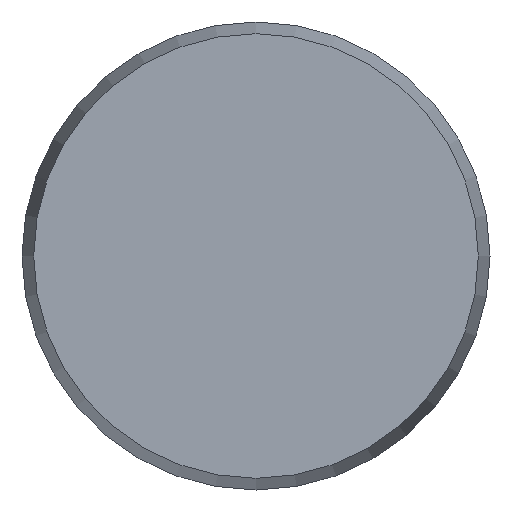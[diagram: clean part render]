
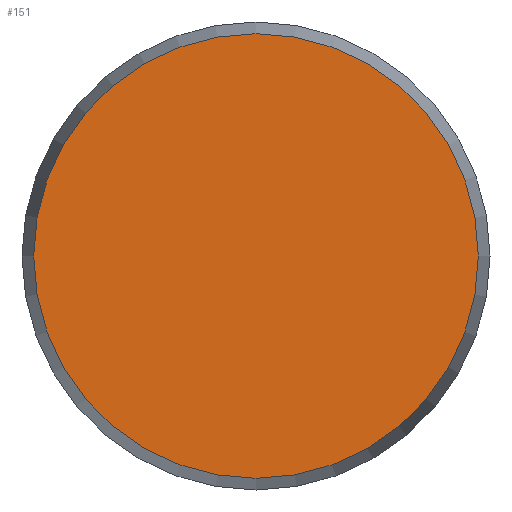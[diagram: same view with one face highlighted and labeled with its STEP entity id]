
A CAD part, front view. The second image highlights one B-rep face of the part: STEP entity #151.
In plain terms, the highlighted planar face has unit normal (0, -1, 0).
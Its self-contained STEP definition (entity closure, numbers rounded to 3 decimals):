
#151 = ADVANCED_FACE( '', ( #314 ), #315, .F. );
#314 = FACE_OUTER_BOUND( '', #477, .T. );
#315 = PLANE( '', #478 );
#477 = EDGE_LOOP( '', ( #824 ) );
#478 = AXIS2_PLACEMENT_3D( '', #825, #826, #827 );
#824 = ORIENTED_EDGE( '', *, *, #1002, .T. );
#825 = CARTESIAN_POINT( '', ( 28.5, 0., 0. ) );
#826 = DIRECTION( '', ( 0., 1., 0. ) );
#827 = DIRECTION( '', ( 0., 0., 1. ) );
#1002 = EDGE_CURVE( '', #1200, #1200, #1201, .T. );
#1200 = VERTEX_POINT( '', #1577 );
#1201 = CIRCLE( '', #1578, 28.5 );
#1577 = CARTESIAN_POINT( '', ( 0., 0., -28.5 ) );
#1578 = AXIS2_PLACEMENT_3D( '', #1699, #1700, #1701 );
#1699 = CARTESIAN_POINT( '', ( 0., 0., 0. ) );
#1700 = DIRECTION( '', ( 0., -1., 0. ) );
#1701 = DIRECTION( '', ( 0., 0., -1. ) );
